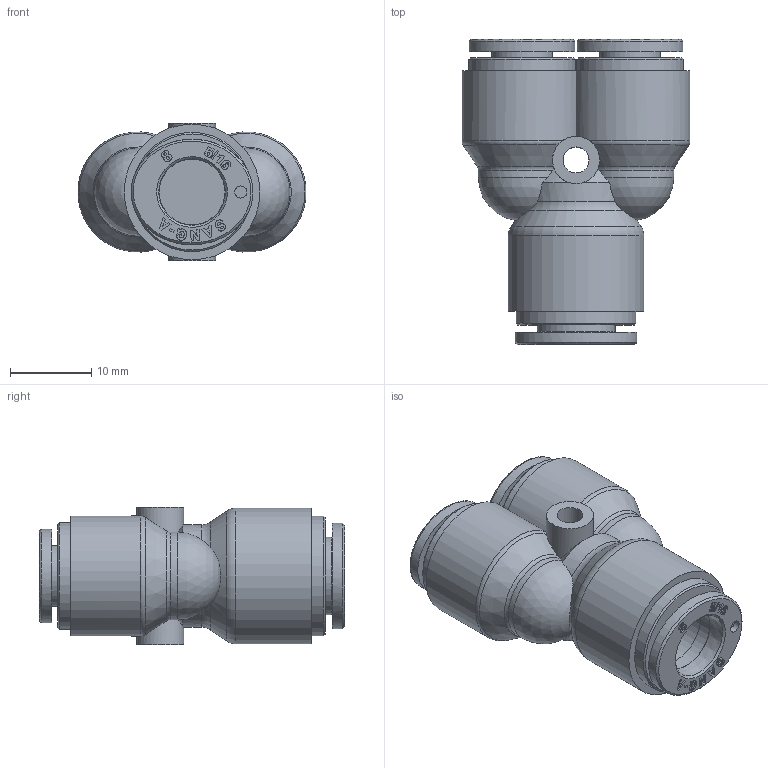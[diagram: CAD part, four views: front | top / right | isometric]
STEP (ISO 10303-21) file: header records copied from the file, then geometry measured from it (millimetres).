
FILE_DESCRIPTION((''),'2;1');
FILE_NAME('CR-PW 0806.stp','2020-08-25T15:40:03',('user'),(''),'Autodesk Inventor 2013','Autodesk Inventor 2013','');
FILE_SCHEMA(('AUTOMOTIVE_DESIGN { 1 0 10303 214 1 1 1 1 }'));
Length unit declared in the file: millimetre
Products named in the file (8): 조립품17; CR-PW 0806 BODY; CR-COLLAR 08; HR-Collar 08L(SUS); CR-SLEEVE 08; CR-COLLAR 06; HR-Collar 06L(SUS); CR-SLEEVE 06
Assembly tree (8 placements, depth 3):
  조립품17
    CR-PW 0806 BODY
    CR-COLLAR 08
      HR-Collar 08L(SUS)
      CR-SLEEVE 08
    CR-COLLAR 06  x2
      HR-Collar 06L(SUS)
      CR-SLEEVE 06
Bounding box: 28.06 x 37.55 x 16.9 mm (x, y, z)
Volume: 7250.4 mm3; surface area: 5516.8 mm2
Topology: 7 solids, 7 shells, 817 faces, 2270 edges, 1512 vertices
Faces by surface type: plane 686, bspline 60, cylinder 45, cone 17, torus 7, sphere 2
Full cylindrical faces by diameter (mm): 1.5 x1, 2 x2, 3.2 x1, 5.8 x2, 6.198 x2, 6.2 x2, 7.5 x2, 8.2 x2, 9.6 x1, 13.15 x2, 14.7 x1, 16.7 x1
Entity records: 20273 total; most frequent: CARTESIAN_POINT 4534, ORIENTED_EDGE 3344, DIRECTION 2960, EDGE_CURVE 1672, VECTOR 1464, LINE 1464, VERTEX_POINT 1128, AXIS2_PLACEMENT_3D 748
